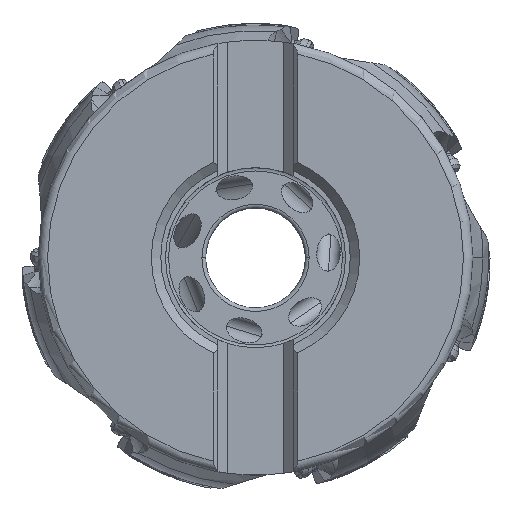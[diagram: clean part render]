
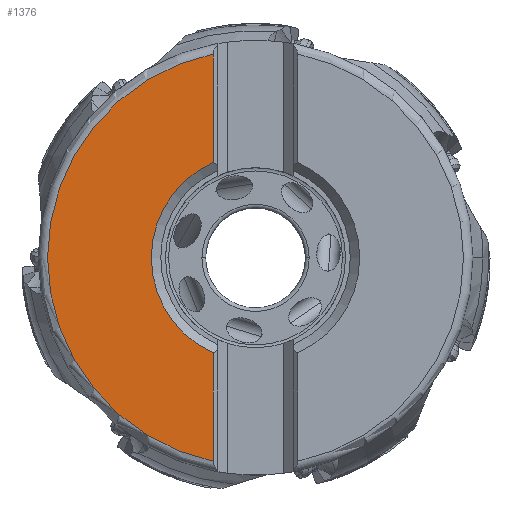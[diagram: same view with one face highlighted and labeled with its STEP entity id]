
A CAD part, top view. The second image highlights one B-rep face of the part: STEP entity #1376.
In plain terms, the highlighted planar face has unit normal (0, 0, 1).
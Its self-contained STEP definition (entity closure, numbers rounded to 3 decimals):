
#696=FACE_OUTER_BOUND('',#2359,.T.);
#1376=ADVANCED_FACE('',(#696),#2015,.T.);
#2015=PLANE('',#14141);
#2359=EDGE_LOOP('',(#5793,#5794,#5795,#5796));
#3278=LINE('',#21733,#3876);
#3279=LINE('',#21734,#3877);
#3876=VECTOR('',#16172,1.);
#3877=VECTOR('',#16173,1.);
#4430=CIRCLE('',#14136,11.025);
#4432=CIRCLE('',#14140,22.);
#5793=ORIENTED_EDGE('',*,*,#11254,.T.);
#5794=ORIENTED_EDGE('',*,*,#11255,.F.);
#5795=ORIENTED_EDGE('',*,*,#11247,.F.);
#5796=ORIENTED_EDGE('',*,*,#11256,.F.);
#9671=VERTEX_POINT('',#21701);
#9672=VERTEX_POINT('',#21703);
#9676=VERTEX_POINT('',#21731);
#9677=VERTEX_POINT('',#21732);
#11247=EDGE_CURVE('',#9671,#9672,#4430,.T.);
#11254=EDGE_CURVE('',#9676,#9677,#4432,.T.);
#11255=EDGE_CURVE('',#9672,#9677,#3278,.T.);
#11256=EDGE_CURVE('',#9676,#9671,#3279,.T.);
#14136=AXIS2_PLACEMENT_3D('',#21702,#16160,#16161);
#14140=AXIS2_PLACEMENT_3D('',#21730,#16170,#16171);
#14141=AXIS2_PLACEMENT_3D('',#21735,#16174,#16175);
#16160=DIRECTION('',(0.,0.,1.));
#16161=DIRECTION('',(-0.405,0.914,0.));
#16170=DIRECTION('',(0.,0.,1.));
#16171=DIRECTION('',(-0.203,0.979,0.));
#16172=DIRECTION('',(0.,-1.,0.));
#16173=DIRECTION('',(0.,-1.,0.));
#16174=DIRECTION('',(0.,0.,1.));
#16175=DIRECTION('',(1.,0.,0.));
#21701=CARTESIAN_POINT('',(-4.47,10.078,0.));
#21702=CARTESIAN_POINT('',(0.,0.,0.));
#21703=CARTESIAN_POINT('',(-4.47,-10.078,0.));
#21730=CARTESIAN_POINT('',(0.,0.,0.));
#21731=CARTESIAN_POINT('',(-4.47,21.541,0.));
#21732=CARTESIAN_POINT('',(-4.47,-21.541,0.));
#21733=CARTESIAN_POINT('',(-4.47,-10.078,0.));
#21734=CARTESIAN_POINT('',(-4.47,21.541,0.));
#21735=CARTESIAN_POINT('',(13.31,0.,0.));
